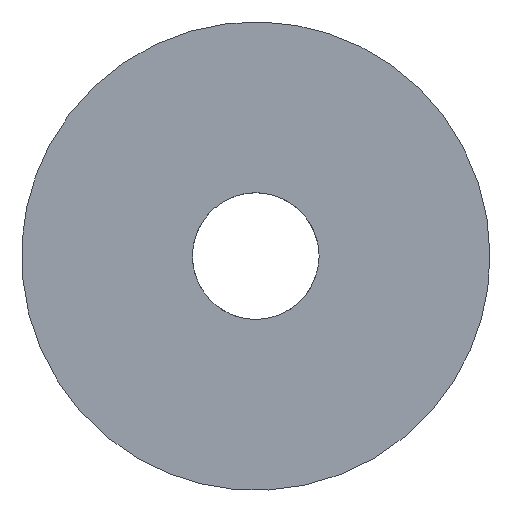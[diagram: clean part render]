
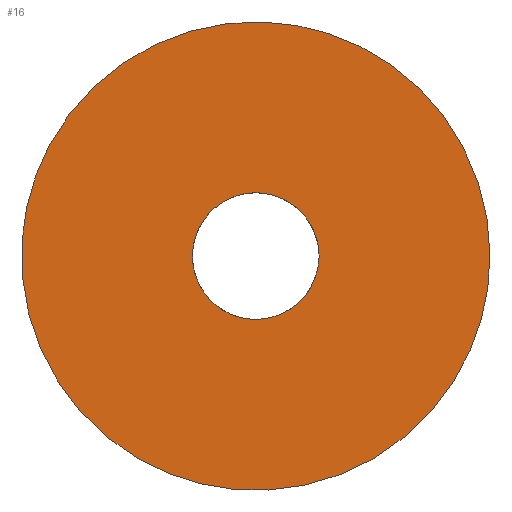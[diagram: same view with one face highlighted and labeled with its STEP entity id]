
A CAD part, front view. The second image highlights one B-rep face of the part: STEP entity #16.
In plain terms, the highlighted planar face has unit normal (0, -1, 0).
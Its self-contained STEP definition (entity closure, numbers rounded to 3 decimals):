
#16=ADVANCED_FACE('',(#22,#19),#61,.T.);
#19=FACE_BOUND('',#28,.T.);
#22=FACE_OUTER_BOUND('',#27,.T.);
#27=EDGE_LOOP('',(#36));
#28=EDGE_LOOP('',(#37));
#36=ORIENTED_EDGE('',*,*,#44,.F.);
#37=ORIENTED_EDGE('',*,*,#46,.F.);
#44=EDGE_CURVE('',#55,#55,#50,.T.);
#46=EDGE_CURVE('',#57,#57,#52,.T.);
#50=(
BOUNDED_CURVE()
B_SPLINE_CURVE(2,(#228,#229,#230,#231,#232,#233,#234,#235,#236),
 .UNSPECIFIED.,.T.,.F.)
B_SPLINE_CURVE_WITH_KNOTS((3,2,2,2,3),(-49.971,-37.478,
-24.985,-12.493,0.),.UNSPECIFIED.)
CURVE()
GEOMETRIC_REPRESENTATION_ITEM()
RATIONAL_B_SPLINE_CURVE((1.,0.707,1.,0.707,1.,0.707,
1.,0.707,1.))
REPRESENTATION_ITEM('')
);
#52=(
BOUNDED_CURVE()
B_SPLINE_CURVE(2,(#246,#247,#248,#249,#250,#251,#252,#253,#254),
 .UNSPECIFIED.,.T.,.F.)
B_SPLINE_CURVE_WITH_KNOTS((3,2,2,2,3),(0.,3.377,6.754,
10.132,13.509),.UNSPECIFIED.)
CURVE()
GEOMETRIC_REPRESENTATION_ITEM()
RATIONAL_B_SPLINE_CURVE((1.,0.707,1.,0.707,1.,0.707,
1.,0.707,1.))
REPRESENTATION_ITEM('')
);
#55=VERTEX_POINT('',#211);
#57=VERTEX_POINT('',#213);
#61=PLANE('',#151);
#151=AXIS2_PLACEMENT_3D('',#208,#157,$);
#157=DIRECTION('',(0.,-1.,0.));
#208=CARTESIAN_POINT('',(194.497,92.057,7.003));
#211=CARTESIAN_POINT('',(212.157,92.057,-5.15));
#213=CARTESIAN_POINT('',(206.65,92.057,-3.));
#228=CARTESIAN_POINT('',(212.157,92.057,-5.15));
#229=CARTESIAN_POINT('',(210.007,92.057,-12.807));
#230=CARTESIAN_POINT('',(202.35,92.057,-10.657));
#231=CARTESIAN_POINT('',(194.693,92.057,-8.507));
#232=CARTESIAN_POINT('',(196.843,92.057,-0.85));
#233=CARTESIAN_POINT('',(198.993,92.057,6.807));
#234=CARTESIAN_POINT('',(206.65,92.057,4.657));
#235=CARTESIAN_POINT('',(214.307,92.057,2.507));
#236=CARTESIAN_POINT('',(212.157,92.057,-5.15));
#246=CARTESIAN_POINT('',(206.65,92.057,-3.));
#247=CARTESIAN_POINT('',(206.65,92.057,-0.85));
#248=CARTESIAN_POINT('',(204.5,92.057,-0.85));
#249=CARTESIAN_POINT('',(202.35,92.057,-0.85));
#250=CARTESIAN_POINT('',(202.35,92.057,-3.));
#251=CARTESIAN_POINT('',(202.35,92.057,-5.15));
#252=CARTESIAN_POINT('',(204.5,92.057,-5.15));
#253=CARTESIAN_POINT('',(206.65,92.057,-5.15));
#254=CARTESIAN_POINT('',(206.65,92.057,-3.));
